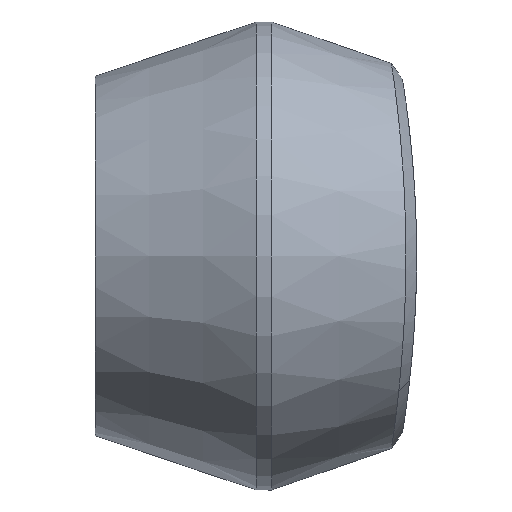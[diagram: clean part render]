
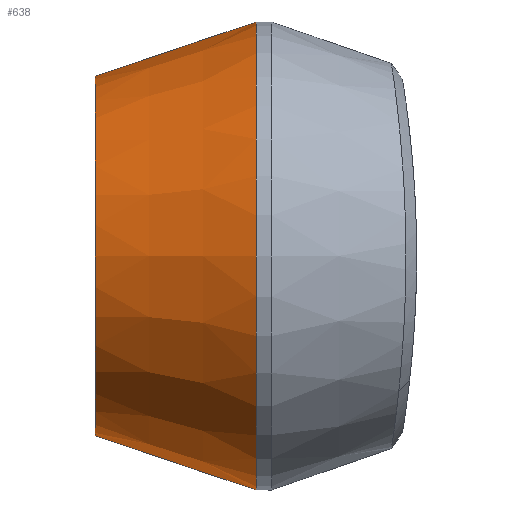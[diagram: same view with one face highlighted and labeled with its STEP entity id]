
A CAD part, left-side view. The second image highlights one B-rep face of the part: STEP entity #638.
In plain terms, the highlighted conical face has half-angle 18.647 degrees and reference radius 19.509 mm.
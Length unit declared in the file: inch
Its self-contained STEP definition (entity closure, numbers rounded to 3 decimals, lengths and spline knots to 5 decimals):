
#47 = DIRECTION ( 'NONE',  ( 0., -1., 0. ) ) ;
#52 = CARTESIAN_POINT ( 'NONE',  ( 0., 5.6225, 0.76806 ) ) ;
#80 = EDGE_CURVE ( 'NONE', #532, #984, #82, .T. ) ;
#82 = LINE ( 'NONE', #328, #392 ) ;
#148 = DIRECTION ( 'NONE',  ( 0., -1., 0. ) ) ;
#215 = DIRECTION ( 'NONE',  ( 0., 0., -1. ) ) ;
#235 = CARTESIAN_POINT ( 'NONE',  ( 0., 4.93518, -1. ) ) ;
#277 = CIRCLE ( 'NONE', #511, 1. ) ;
#282 = CARTESIAN_POINT ( 'NONE',  ( 0., 5.6225, 0. ) ) ;
#283 = EDGE_LOOP ( 'NONE', ( #1030, #1040, #1037, #558 ) ) ;
#311 = CARTESIAN_POINT ( 'NONE',  ( 0., 4.93518, 1. ) ) ;
#328 = CARTESIAN_POINT ( 'NONE',  ( 0., 5.6225, -0.76806 ) ) ;
#392 = VECTOR ( 'NONE', #677, 39.37008 ) ;
#397 = DIRECTION ( 'NONE',  ( 0., 0., -1. ) ) ;
#406 = FACE_OUTER_BOUND ( 'NONE', #283, .T. ) ;
#420 = CIRCLE ( 'NONE', #481, 0.76806 ) ;
#455 = VERTEX_POINT ( 'NONE', #52 ) ;
#477 = EDGE_CURVE ( 'NONE', #955, #984, #277, .T. ) ;
#481 = AXIS2_PLACEMENT_3D ( 'NONE', #282, #616, #528 ) ;
#511 = AXIS2_PLACEMENT_3D ( 'NONE', #818, #47, #397 ) ;
#528 = DIRECTION ( 'NONE',  ( 0., 0., -1. ) ) ;
#532 = VERTEX_POINT ( 'NONE', #949 ) ;
#557 = EDGE_CURVE ( 'NONE', #455, #532, #420, .T. ) ;
#558 = ORIENTED_EDGE ( 'NONE', *, *, #477, .F. ) ;
#574 = CARTESIAN_POINT ( 'NONE',  ( 0., 5.6225, 0. ) ) ;
#585 = LINE ( 'NONE', #993, #740 ) ;
#616 = DIRECTION ( 'NONE',  ( 0., -1., 0. ) ) ;
#638 = ADVANCED_FACE ( 'NONE', ( #406 ), #941, .T. ) ;
#677 = DIRECTION ( 'NONE',  ( 0., -0.948, -0.32 ) ) ;
#732 = DIRECTION ( 'NONE',  ( 0., -0.948, 0.32 ) ) ;
#740 = VECTOR ( 'NONE', #732, 39.37008 ) ;
#758 = AXIS2_PLACEMENT_3D ( 'NONE', #574, #148, #215 ) ;
#818 = CARTESIAN_POINT ( 'NONE',  ( 0., 4.93518, 0. ) ) ;
#941 = CONICAL_SURFACE ( 'NONE', #758, 0.76806, 0.325 ) ;
#949 = CARTESIAN_POINT ( 'NONE',  ( 0., 5.6225, -0.76806 ) ) ;
#955 = VERTEX_POINT ( 'NONE', #311 ) ;
#984 = VERTEX_POINT ( 'NONE', #235 ) ;
#989 = EDGE_CURVE ( 'NONE', #455, #955, #585, .T. ) ;
#993 = CARTESIAN_POINT ( 'NONE',  ( 0., 5.6225, 0.76806 ) ) ;
#1030 = ORIENTED_EDGE ( 'NONE', *, *, #989, .F. ) ;
#1037 = ORIENTED_EDGE ( 'NONE', *, *, #80, .T. ) ;
#1040 = ORIENTED_EDGE ( 'NONE', *, *, #557, .T. ) ;
